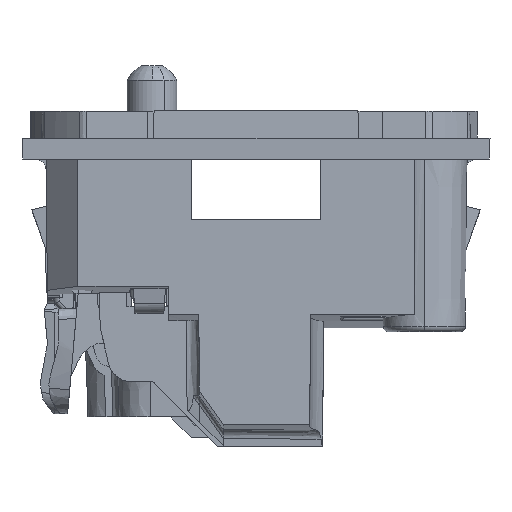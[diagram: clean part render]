
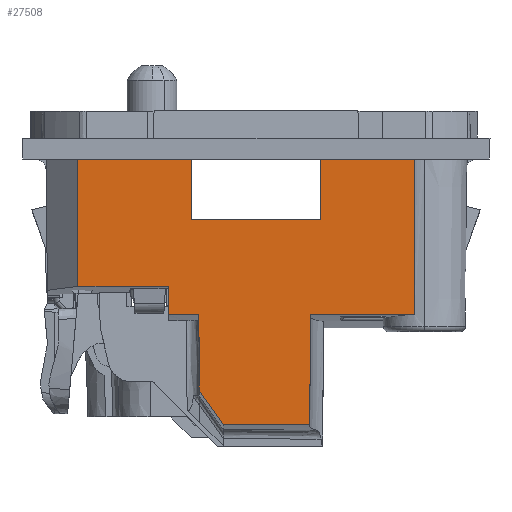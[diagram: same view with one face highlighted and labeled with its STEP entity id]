
A CAD part, left-side view. The second image highlights one B-rep face of the part: STEP entity #27508.
In plain terms, the highlighted planar face has unit normal (-1, 0, -0.009).
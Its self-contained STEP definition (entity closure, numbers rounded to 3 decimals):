
#27474=AXIS2_PLACEMENT_3D('Plane Axis2P3D',#27471,#27472,#27473) ;
#10667=CARTESIAN_POINT('Vertex',(62.8,-15.212,3.334)) ;
#10670=CARTESIAN_POINT('Line Origine',(62.8,-5.889,3.334)) ;
#10674=CARTESIAN_POINT('Vertex',(62.8,-14.775,3.334)) ;
#10677=CARTESIAN_POINT('Line Origine',(62.8,-5.889,3.334)) ;
#10681=CARTESIAN_POINT('Vertex',(62.8,-5.25,3.334)) ;
#11096=CARTESIAN_POINT('Vertex',(62.669,17.175,18.288)) ;
#11099=CARTESIAN_POINT('Line Origine',(62.669,11.692,18.288)) ;
#11103=CARTESIAN_POINT('Vertex',(62.669,6.21,18.288)) ;
#11110=CARTESIAN_POINT('Vertex',(62.669,-6.21,18.288)) ;
#11113=CARTESIAN_POINT('Line Origine',(62.669,-10.703,18.288)) ;
#11117=CARTESIAN_POINT('Vertex',(62.669,-15.195,18.288)) ;
#11661=CARTESIAN_POINT('Vertex',(62.72,6.159,12.438)) ;
#11690=CARTESIAN_POINT('Line Origine',(62.695,6.184,15.363)) ;
#11730=CARTESIAN_POINT('Vertex',(62.72,-6.159,12.438)) ;
#11733=CARTESIAN_POINT('Line Origine',(62.695,-6.184,15.363)) ;
#13362=CARTESIAN_POINT('Vertex',(62.776,8.396,6.037)) ;
#13365=CARTESIAN_POINT('Line Origine',(62.776,10.088,6.037)) ;
#13369=CARTESIAN_POINT('Vertex',(62.776,17.131,6.037)) ;
#17805=CARTESIAN_POINT('Control Point',(62.892,-5.158,-7.229)) ;
#17806=CARTESIAN_POINT('Control Point',(62.892,-2.391,-7.229)) ;
#17807=CARTESIAN_POINT('Control Point',(62.892,0.375,-7.229)) ;
#17808=CARTESIAN_POINT('Control Point',(62.892,3.139,-7.229)) ;
#17809=CARTESIAN_POINT('Vertex',(62.892,-5.158,-7.229)) ;
#17811=CARTESIAN_POINT('Vertex',(62.892,3.139,-7.229)) ;
#17874=CARTESIAN_POINT('Vertex',(62.864,5.415,-4.049)) ;
#17886=CARTESIAN_POINT('Control Point',(62.892,3.139,-7.229)) ;
#17887=CARTESIAN_POINT('Control Point',(62.883,3.898,-6.169)) ;
#17888=CARTESIAN_POINT('Control Point',(62.874,4.656,-5.109)) ;
#17889=CARTESIAN_POINT('Control Point',(62.864,5.415,-4.049)) ;
#17929=CARTESIAN_POINT('Vertex',(62.864,5.436,-4.02)) ;
#17945=CARTESIAN_POINT('Control Point',(62.864,5.436,-4.02)) ;
#17946=CARTESIAN_POINT('Control Point',(62.864,5.415,-4.049)) ;
#17970=CARTESIAN_POINT('Control Point',(62.864,5.436,-4.02)) ;
#17971=CARTESIAN_POINT('Control Point',(62.832,5.468,-0.343)) ;
#17972=CARTESIAN_POINT('Control Point',(62.8,5.5,3.334)) ;
#17973=CARTESIAN_POINT('Vertex',(62.8,5.5,3.334)) ;
#18021=CARTESIAN_POINT('Line Origine',(62.8,-5.889,3.334)) ;
#18025=CARTESIAN_POINT('Vertex',(62.8,8.396,3.334)) ;
#26226=CARTESIAN_POINT('Line Origine',(62.788,8.396,4.685)) ;
#26926=CARTESIAN_POINT('Line Origine',(62.723,17.153,12.162)) ;
#27460=CARTESIAN_POINT('Control Point',(62.8,-5.25,3.334)) ;
#27461=CARTESIAN_POINT('Control Point',(62.846,-5.204,-1.948)) ;
#27462=CARTESIAN_POINT('Control Point',(62.892,-5.158,-7.229)) ;
#27471=CARTESIAN_POINT('Axis2P3D Location',(62.669,-0.062,18.288)) ;
#27477=CARTESIAN_POINT('Control Point',(62.669,-15.195,18.288)) ;
#27478=CARTESIAN_POINT('Control Point',(62.695,-15.199,15.297)) ;
#27479=CARTESIAN_POINT('Control Point',(62.722,-15.202,12.306)) ;
#27480=CARTESIAN_POINT('Control Point',(62.748,-15.205,9.315)) ;
#27481=CARTESIAN_POINT('Control Point',(62.774,-15.208,6.324)) ;
#27482=CARTESIAN_POINT('Control Point',(62.8,-15.212,3.334)) ;
#27484=CARTESIAN_POINT('Line Origine',(62.72,0.,12.438)) ;
#10671=DIRECTION('Vector Direction',(0.,1.,0.)) ;
#10678=DIRECTION('Vector Direction',(0.,1.,0.)) ;
#11100=DIRECTION('Vector Direction',(0.,-1.,0.)) ;
#11114=DIRECTION('Vector Direction',(0.,-1.,0.)) ;
#11691=DIRECTION('Vector Direction',(0.009,-0.009,-1.)) ;
#11734=DIRECTION('Vector Direction',(0.009,0.009,-1.)) ;
#13366=DIRECTION('Vector Direction',(0.,1.,0.)) ;
#18022=DIRECTION('Vector Direction',(0.,1.,0.)) ;
#26227=DIRECTION('Vector Direction',(-0.009,0.,1.)) ;
#26927=DIRECTION('Vector Direction',(0.009,-0.004,-1.)) ;
#27472=DIRECTION('Axis2P3D Direction',(-1.,-0.,-0.009)) ;
#27473=DIRECTION('Axis2P3D XDirection',(0.,-1.,0.)) ;
#27485=DIRECTION('Vector Direction',(0.,-1.,0.)) ;
#10672=VECTOR('Line Direction',#10671,1.) ;
#10679=VECTOR('Line Direction',#10678,1.) ;
#11101=VECTOR('Line Direction',#11100,1.) ;
#11115=VECTOR('Line Direction',#11114,1.) ;
#11692=VECTOR('Line Direction',#11691,1.) ;
#11735=VECTOR('Line Direction',#11734,1.) ;
#13367=VECTOR('Line Direction',#13366,1.) ;
#18023=VECTOR('Line Direction',#18022,1.) ;
#26228=VECTOR('Line Direction',#26227,1.) ;
#26928=VECTOR('Line Direction',#26927,1.) ;
#27486=VECTOR('Line Direction',#27485,1.) ;
#27490=ORIENTED_EDGE('',*,*,#11105,.F.) ;
#27491=ORIENTED_EDGE('',*,*,#26930,.F.) ;
#27492=ORIENTED_EDGE('',*,*,#13371,.F.) ;
#27493=ORIENTED_EDGE('',*,*,#26230,.F.) ;
#27494=ORIENTED_EDGE('',*,*,#18027,.F.) ;
#27495=ORIENTED_EDGE('',*,*,#17975,.F.) ;
#27496=ORIENTED_EDGE('',*,*,#17947,.F.) ;
#27497=ORIENTED_EDGE('',*,*,#17890,.F.) ;
#27498=ORIENTED_EDGE('',*,*,#17813,.F.) ;
#27499=ORIENTED_EDGE('',*,*,#27463,.F.) ;
#27500=ORIENTED_EDGE('',*,*,#10683,.F.) ;
#27501=ORIENTED_EDGE('',*,*,#10676,.F.) ;
#27502=ORIENTED_EDGE('',*,*,#27483,.T.) ;
#27503=ORIENTED_EDGE('',*,*,#11119,.F.) ;
#27504=ORIENTED_EDGE('',*,*,#11737,.T.) ;
#27505=ORIENTED_EDGE('',*,*,#27488,.F.) ;
#27506=ORIENTED_EDGE('',*,*,#11694,.F.) ;
#27508=ADVANCED_FACE('T002680_A .1\\EG03481_A.1\\Socle',(#27507),#27475,.T.) ;
#17804=B_SPLINE_CURVE_WITH_KNOTS('',3,(#17805,#17806,#17807,#17808),.UNSPECIFIED.,.F.,.U.,(4,4),(0.,11.738),.UNSPECIFIED.) ;
#17885=B_SPLINE_CURVE_WITH_KNOTS('',3,(#17886,#17887,#17888,#17889),.UNSPECIFIED.,.F.,.U.,(4,4),(0.,5.532),.UNSPECIFIED.) ;
#17944=B_SPLINE_CURVE_WITH_KNOTS('',1,(#17945,#17946),.UNSPECIFIED.,.F.,.U.,(2,2),(0.164,0.2),.UNSPECIFIED.) ;
#17969=B_SPLINE_CURVE_WITH_KNOTS('',2,(#17970,#17971,#17972),.UNSPECIFIED.,.F.,.U.,(3,3),(-3.673,3.673),.UNSPECIFIED.) ;
#27459=B_SPLINE_CURVE_WITH_KNOTS('',2,(#27460,#27461,#27462),.UNSPECIFIED.,.F.,.U.,(3,3),(-5.275,5.275),.UNSPECIFIED.) ;
#27476=B_SPLINE_CURVE_WITH_KNOTS('',5,(#27477,#27478,#27479,#27480,#27481,#27482),.UNSPECIFIED.,.F.,.U.,(6,6),(0.,21.15),.UNSPECIFIED.) ;
#10676=EDGE_CURVE('',#10668,#10675,#10673,.T.) ;
#10683=EDGE_CURVE('',#10675,#10682,#10680,.T.) ;
#11105=EDGE_CURVE('',#11097,#11104,#11102,.T.) ;
#11119=EDGE_CURVE('',#11111,#11118,#11116,.T.) ;
#11694=EDGE_CURVE('',#11104,#11662,#11693,.T.) ;
#11737=EDGE_CURVE('',#11111,#11731,#11736,.T.) ;
#13371=EDGE_CURVE('',#13363,#13370,#13368,.T.) ;
#17813=EDGE_CURVE('',#17810,#17812,#17804,.T.) ;
#17890=EDGE_CURVE('',#17812,#17875,#17885,.T.) ;
#17947=EDGE_CURVE('',#17875,#17930,#17944,.F.) ;
#17975=EDGE_CURVE('',#17930,#17974,#17969,.T.) ;
#18027=EDGE_CURVE('',#17974,#18026,#18024,.T.) ;
#26230=EDGE_CURVE('',#18026,#13363,#26229,.T.) ;
#26930=EDGE_CURVE('',#13370,#11097,#26929,.F.) ;
#27463=EDGE_CURVE('',#10682,#17810,#27459,.T.) ;
#27483=EDGE_CURVE('',#10668,#11118,#27476,.F.) ;
#27488=EDGE_CURVE('',#11662,#11731,#27487,.T.) ;
#27489=EDGE_LOOP('',(#27490,#27491,#27492,#27493,#27494,#27495,#27496,#27497,#27498,#27499,#27500,#27501,#27502,#27503,#27504,#27505,#27506)) ;
#27507=FACE_OUTER_BOUND('',#27489,.T.) ;
#10673=LINE('Line',#10670,#10672) ;
#10680=LINE('Line',#10677,#10679) ;
#11102=LINE('Line',#11099,#11101) ;
#11116=LINE('Line',#11113,#11115) ;
#11693=LINE('Line',#11690,#11692) ;
#11736=LINE('Line',#11733,#11735) ;
#13368=LINE('Line',#13365,#13367) ;
#18024=LINE('Line',#18021,#18023) ;
#26229=LINE('Line',#26226,#26228) ;
#26929=LINE('Line',#26926,#26928) ;
#27487=LINE('Line',#27484,#27486) ;
#27475=PLANE('',#27474) ;
#10668=VERTEX_POINT('',#10667) ;
#10675=VERTEX_POINT('',#10674) ;
#10682=VERTEX_POINT('',#10681) ;
#11097=VERTEX_POINT('',#11096) ;
#11104=VERTEX_POINT('',#11103) ;
#11111=VERTEX_POINT('',#11110) ;
#11118=VERTEX_POINT('',#11117) ;
#11662=VERTEX_POINT('',#11661) ;
#11731=VERTEX_POINT('',#11730) ;
#13363=VERTEX_POINT('',#13362) ;
#13370=VERTEX_POINT('',#13369) ;
#17810=VERTEX_POINT('',#17809) ;
#17812=VERTEX_POINT('',#17811) ;
#17875=VERTEX_POINT('',#17874) ;
#17930=VERTEX_POINT('',#17929) ;
#17974=VERTEX_POINT('',#17973) ;
#18026=VERTEX_POINT('',#18025) ;
